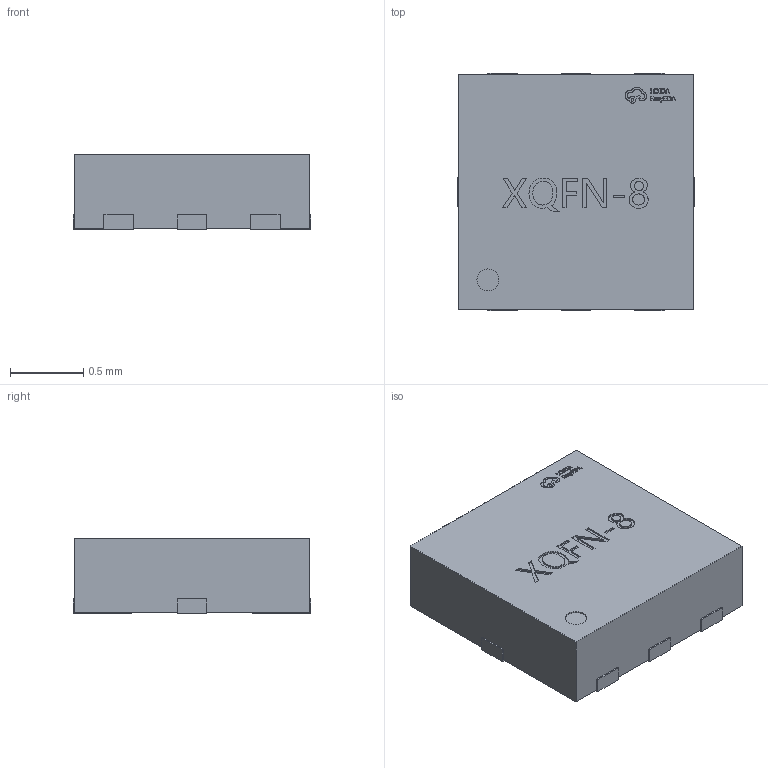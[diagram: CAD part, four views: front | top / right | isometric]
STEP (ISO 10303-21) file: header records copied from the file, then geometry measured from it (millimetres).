
FILE_DESCRIPTION (( 'STEP AP214' ), '1' );
FILE_NAME ('XQFN-8_L1.6-W1.6-H0.5-P0.50.step', '2022-07-15T04:29:53', ( '' ), ( '' ), 'SwSTEP 2.0', 'SolidWorks 2020', '' );
FILE_SCHEMA (( 'AUTOMOTIVE_DESIGN' ));
Length unit declared in the file: millimetre
Products named in the file (1): XQFN-8_L1.6-W1.6-H0.5-P0.50
Bounding box: 1.62 x 1.62 x 0.51 mm (x, y, z)
Volume: 1.3 mm3; surface area: 8.6 mm2
Topology: 14 solids, 14 shells, 433 faces, 1164 edges, 776 vertices
Faces by surface type: plane 285, bspline 146, cylinder 2
Entity records: 21196 total; most frequent: CARTESIAN_POINT 6400, ORIENTED_EDGE 2328, DIRECTION 1448, EDGE_CURVE 1164, LINE 864, VECTOR 864, VERTEX_POINT 776, EDGE_LOOP 462
